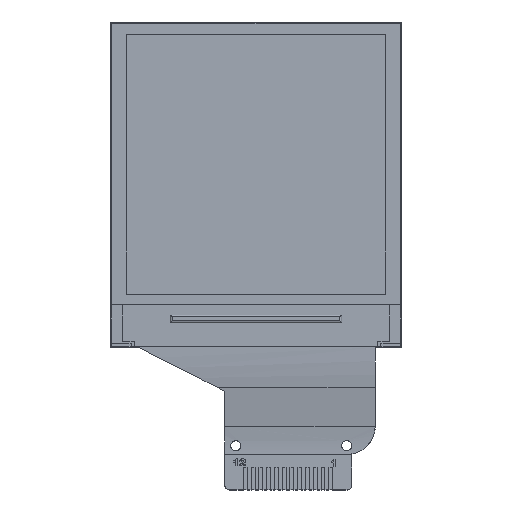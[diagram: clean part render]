
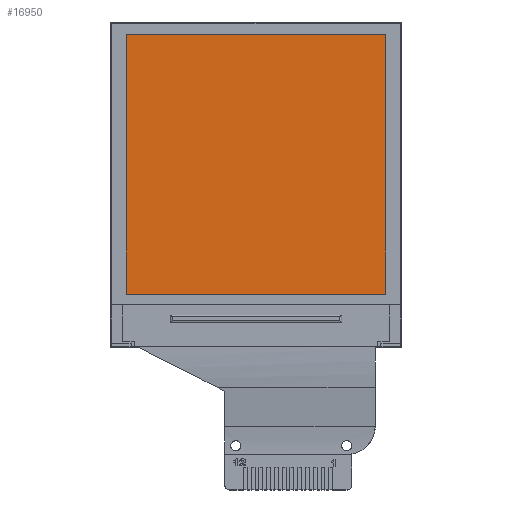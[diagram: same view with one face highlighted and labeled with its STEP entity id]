
A CAD part, top view. The second image highlights one B-rep face of the part: STEP entity #16950.
In plain terms, the highlighted planar face has unit normal (0, 0, 1).
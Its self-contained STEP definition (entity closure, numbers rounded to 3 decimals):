
#471=PLANE('',#17838);
#2033=LINE('',#25298,#2996);
#2035=LINE('',#25302,#2998);
#2037=LINE('',#25306,#3000);
#2039=LINE('',#25310,#3002);
#2996=VECTOR('',#19866,1000.);
#2998=VECTOR('',#19870,1000.);
#3000=VECTOR('',#19874,1000.);
#3002=VECTOR('',#19878,1000.);
#5597=ORIENTED_EDGE('',*,*,#8192,.F.);
#5598=ORIENTED_EDGE('',*,*,#8198,.F.);
#5599=ORIENTED_EDGE('',*,*,#8196,.F.);
#5600=ORIENTED_EDGE('',*,*,#8194,.F.);
#8192=EDGE_CURVE('',#9637,#9638,#2033,.T.);
#8194=EDGE_CURVE('',#9638,#9639,#2035,.T.);
#8196=EDGE_CURVE('',#9639,#9640,#2037,.T.);
#8198=EDGE_CURVE('',#9640,#9637,#2039,.T.);
#9637=VERTEX_POINT('',#25297);
#9638=VERTEX_POINT('',#25299);
#9639=VERTEX_POINT('',#25303);
#9640=VERTEX_POINT('',#25307);
#10618=EDGE_LOOP('',(#5597,#5598,#5599,#5600));
#11376=FACE_BOUND('',#10618,.T.);
#16950=ADVANCED_FACE('',(#11376),#471,.F.);
#17838=AXIS2_PLACEMENT_3D('',#25311,#19879,#19880);
#19866=DIRECTION('',(0.,1.,0.));
#19870=DIRECTION('',(1.,0.,0.));
#19874=DIRECTION('',(0.,-1.,0.));
#19878=DIRECTION('',(-1.,0.,0.));
#19879=DIRECTION('',(0.,0.,-1.));
#19880=DIRECTION('',(-1.,0.,0.));
#25297=CARTESIAN_POINT('',(-11.7,-9.861,1.435));
#25298=CARTESIAN_POINT('',(-11.7,-9.861,1.435));
#25299=CARTESIAN_POINT('',(-11.7,13.539,1.435));
#25302=CARTESIAN_POINT('',(-11.7,13.539,1.435));
#25303=CARTESIAN_POINT('',(11.7,13.539,1.435));
#25306=CARTESIAN_POINT('',(11.7,13.539,1.435));
#25307=CARTESIAN_POINT('',(11.7,-9.861,1.435));
#25310=CARTESIAN_POINT('',(11.7,-9.861,1.435));
#25311=CARTESIAN_POINT('',(0.,0.,1.435));
